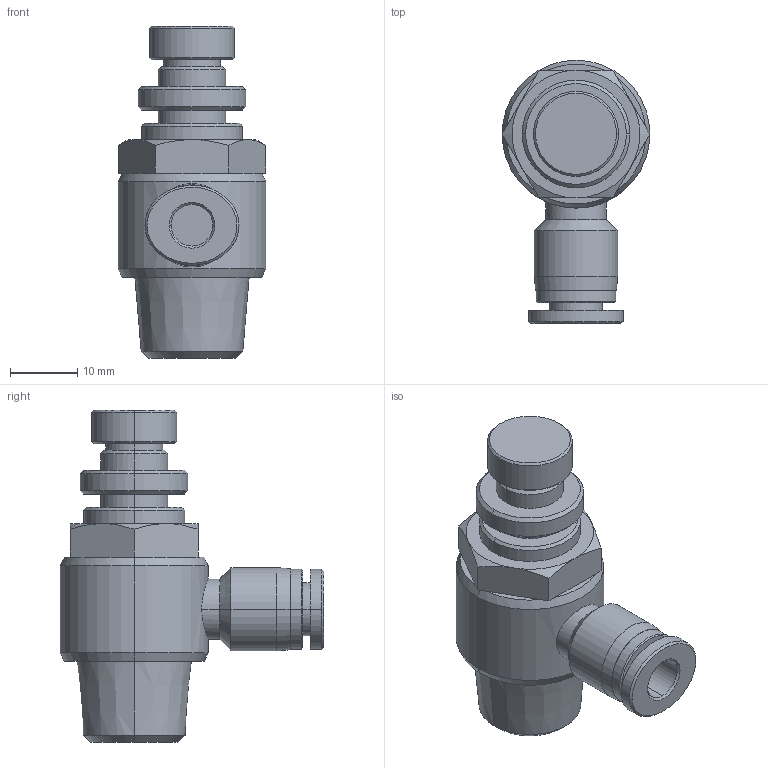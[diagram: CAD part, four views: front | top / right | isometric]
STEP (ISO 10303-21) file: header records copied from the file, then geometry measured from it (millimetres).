
FILE_DESCRIPTION((''),'2;1');
FILE_NAME('NSE0603-mdt.stp','2017-07-22T08:51:14',(''),(''),'Mechanical Desktop 2009','Mechanical Desktop 2009',', , ');
FILE_SCHEMA(('CONFIG_CONTROL_DESIGN'));
Length unit declared in the file: millimetre
Products named in the file (4): NSE0603-MDTA; NSE0603-MDT; R03; COLLAR-06L
Assembly tree (3 placements, depth 2):
  NSE0603-MDTA
    NSE0603-MDT
    R03
    COLLAR-06L
Bounding box: 22 x 39.2 x 49.4 mm (x, y, z)
Volume: 13298.1 mm3; surface area: 4798 mm2
Topology: 1 solids, 1 shells, 93 faces, 193 edges, 114 vertices
Faces by surface type: cone 34, plane 32, cylinder 24, bspline 3
Entity records: 2903 total; most frequent: CARTESIAN_POINT 777, DIRECTION 460, ORIENTED_EDGE 386, EDGE_CURVE 193, AXIS2_PLACEMENT_3D 191, VERTEX_POINT 114, EDGE_LOOP 105, CIRCLE 95
